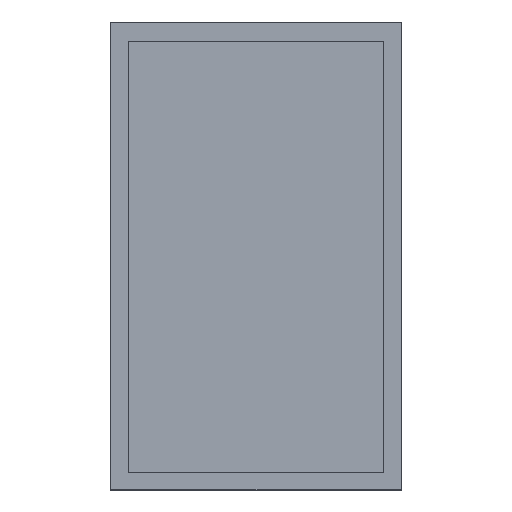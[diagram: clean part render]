
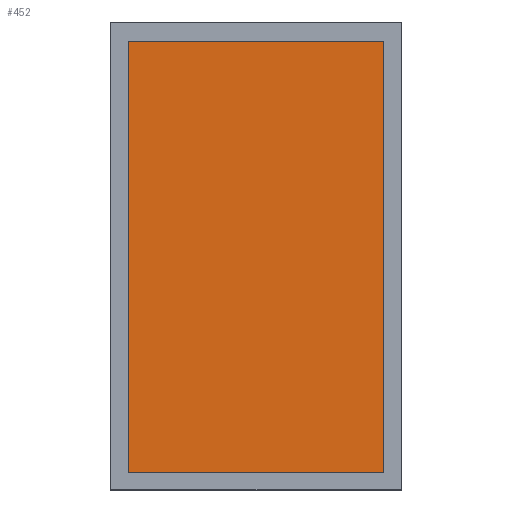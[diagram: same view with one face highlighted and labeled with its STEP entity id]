
A CAD part, top view. The second image highlights one B-rep face of the part: STEP entity #452.
In plain terms, the highlighted planar face has unit normal (0, 0, 1).
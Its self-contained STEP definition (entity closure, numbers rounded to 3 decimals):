
#187=CARTESIAN_POINT('',(92.5,137.5,2.6));
#188=VERTEX_POINT('',#187);
#203=CARTESIAN_POINT('',(14.5,137.5,2.6));
#204=VERTEX_POINT('',#203);
#211=CARTESIAN_POINT('',(14.5,137.5,2.6));
#212=DIRECTION('',(1.,0.,-0.));
#213=VECTOR('',#212,78.);
#214=LINE('',#211,#213);
#215=EDGE_CURVE('',#204,#188,#214,.T.);
#382=CARTESIAN_POINT('',(92.5,7.5,2.6));
#383=VERTEX_POINT('',#382);
#384=CARTESIAN_POINT('',(92.5,7.5,2.6));
#385=DIRECTION('',(0.,1.,0.));
#386=VECTOR('',#385,130.);
#387=LINE('',#384,#386);
#388=EDGE_CURVE('',#383,#188,#387,.T.);
#407=CARTESIAN_POINT('',(14.5,7.5,2.6));
#408=VERTEX_POINT('',#407);
#415=CARTESIAN_POINT('',(14.5,7.5,2.6));
#416=DIRECTION('',(0.,1.,0.));
#417=VECTOR('',#416,130.);
#418=LINE('',#415,#417);
#419=EDGE_CURVE('',#408,#204,#418,.T.);
#430=CARTESIAN_POINT('',(14.5,7.5,2.6));
#431=DIRECTION('',(1.,0.,-0.));
#432=VECTOR('',#431,78.);
#433=LINE('',#430,#432);
#434=EDGE_CURVE('',#408,#383,#433,.T.);
#441=CARTESIAN_POINT('',(0.,0.,2.6));
#442=DIRECTION('',(0.,0.,1.));
#443=DIRECTION('',(1.,0.,0.));
#444=AXIS2_PLACEMENT_3D('',#441,#442,#443);
#445=PLANE('',#444);
#446=ORIENTED_EDGE('',*,*,#215,.F.);
#447=ORIENTED_EDGE('',*,*,#419,.F.);
#448=ORIENTED_EDGE('',*,*,#434,.T.);
#449=ORIENTED_EDGE('',*,*,#388,.T.);
#450=EDGE_LOOP('',(#446,#447,#448,#449));
#451=FACE_BOUND('',#450,.T.);
#452=ADVANCED_FACE('',(#451),#445,.T.);
